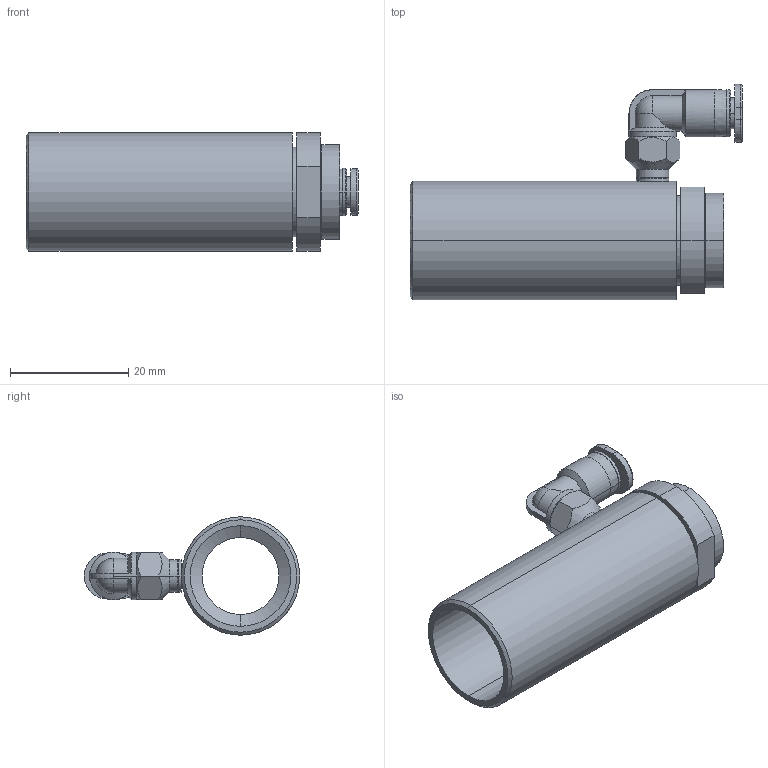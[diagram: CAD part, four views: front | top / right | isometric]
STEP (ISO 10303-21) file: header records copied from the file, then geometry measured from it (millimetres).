
FILE_DESCRIPTION(/* description */ ('VariCAD 2015-1.09 AP-214'),/* implementation_level */ '2;1');
FILE_NAME(/* name */ 'TMPX-15.stp',/* time_stamp */ '2015-05-22T17:34:12+09:00',/* author */ (''),/* organization */ (''),/* preprocessor_version */ 'ST-DEVELOPER v14',/* originating_system */ 'VariCAD 2015-1.09; kernel version (20130303)',/* authorisation */ '');
FILE_SCHEMA (('AUTOMOTIVE_DESIGN'));
Length unit declared in the file: millimetre
Products named in the file (2): TMPX-15
Assembly tree (1 placements, depth 2):
  TMPX-15
    TMPX-15
Bounding box: 56.1 x 36.4 x 20 mm (x, y, z)
Volume: 6704.7 mm3; surface area: 7432.3 mm2
Topology: 1 solids, 1 shells, 89 faces, 198 edges, 121 vertices
Faces by surface type: cylinder 40, plane 26, cone 18, sphere 3, torus 2
Entity records: 3062 total; most frequent: CARTESIAN_POINT 574, DIRECTION 458, ORIENTED_EDGE 392, EDGE_CURVE 196, AXIS2_PLACEMENT_3D 191, VERTEX_POINT 121, EDGE_LOOP 103, CIRCLE 98
